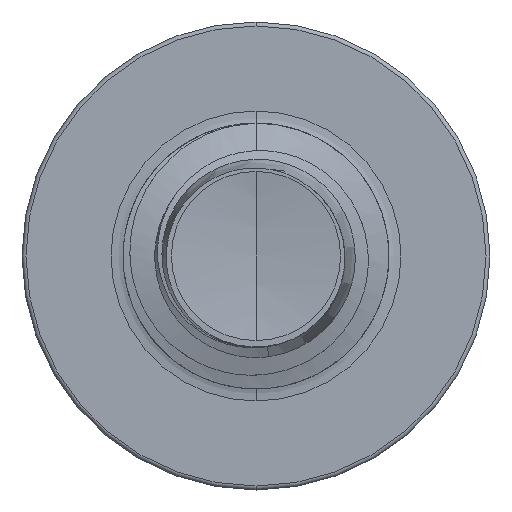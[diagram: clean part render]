
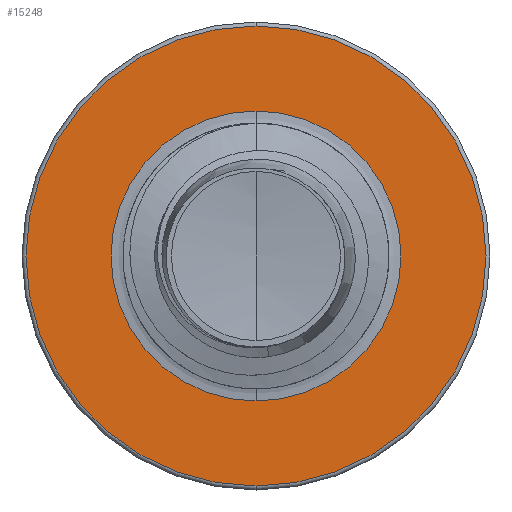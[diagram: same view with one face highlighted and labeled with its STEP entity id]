
A CAD part, front view. The second image highlights one B-rep face of the part: STEP entity #15248.
In plain terms, the highlighted planar face has unit normal (0, -1, 0).
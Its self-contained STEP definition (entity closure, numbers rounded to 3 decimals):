
#421 = EDGE_LOOP ( 'NONE', ( #2410, #4033 ) ) ;
#1414 = EDGE_CURVE ( 'NONE', #15455, #3162, #4766, .T. ) ;
#2410 = ORIENTED_EDGE ( 'NONE', *, *, #13807, .F. ) ;
#2939 = CARTESIAN_POINT ( 'NONE',  ( 0., 5., 0. ) ) ;
#2962 = AXIS2_PLACEMENT_3D ( 'NONE', #5882, #15141, #7391 ) ;
#3162 = VERTEX_POINT ( 'NONE', #11134 ) ;
#3248 = DIRECTION ( 'NONE',  ( 0., 0., 1. ) ) ;
#3841 = DIRECTION ( 'NONE',  ( 0., 1., 0. ) ) ;
#4033 = ORIENTED_EDGE ( 'NONE', *, *, #8944, .F. ) ;
#4429 = DIRECTION ( 'NONE',  ( 0., 0., 1. ) ) ;
#4552 = DIRECTION ( 'NONE',  ( 0., 1., 0. ) ) ;
#4609 = AXIS2_PLACEMENT_3D ( 'NONE', #12602, #3841, #13818 ) ;
#4766 = CIRCLE ( 'NONE', #8476, 1.363 ) ;
#5882 = CARTESIAN_POINT ( 'NONE',  ( 0., 5., 0. ) ) ;
#6451 = EDGE_LOOP ( 'NONE', ( #15921, #11988 ) ) ;
#7391 = DIRECTION ( 'NONE',  ( 0., 0., 1. ) ) ;
#8476 = AXIS2_PLACEMENT_3D ( 'NONE', #16272, #9447, #17100 ) ;
#8899 = FACE_BOUND ( 'NONE', #6451, .T. ) ;
#8909 = EDGE_CURVE ( 'NONE', #3162, #15455, #14896, .T. ) ;
#8944 = EDGE_CURVE ( 'NONE', #9058, #14112, #16909, .T. ) ;
#9058 = VERTEX_POINT ( 'NONE', #14104 ) ;
#9447 = DIRECTION ( 'NONE',  ( 0., 1., 0. ) ) ;
#9596 = AXIS2_PLACEMENT_3D ( 'NONE', #17010, #4552, #3248 ) ;
#11134 = CARTESIAN_POINT ( 'NONE',  ( 0., 5., 1.363 ) ) ;
#11988 = ORIENTED_EDGE ( 'NONE', *, *, #1414, .T. ) ;
#12069 = PLANE ( 'NONE',  #9596 ) ;
#12509 = CARTESIAN_POINT ( 'NONE',  ( 0., 5., 2.163 ) ) ;
#12602 = CARTESIAN_POINT ( 'NONE',  ( 0., 5., 0. ) ) ;
#13110 = DIRECTION ( 'NONE',  ( 0., 1., 0. ) ) ;
#13807 = EDGE_CURVE ( 'NONE', #14112, #9058, #16091, .T. ) ;
#13818 = DIRECTION ( 'NONE',  ( 0., 0., 1. ) ) ;
#14104 = CARTESIAN_POINT ( 'NONE',  ( 0., 5., -2.162 ) ) ;
#14112 = VERTEX_POINT ( 'NONE', #12509 ) ;
#14357 = CARTESIAN_POINT ( 'NONE',  ( 0., 5., -1.363 ) ) ;
#14896 = CIRCLE ( 'NONE', #2962, 1.363 ) ;
#14936 = AXIS2_PLACEMENT_3D ( 'NONE', #2939, #13110, #4429 ) ;
#15141 = DIRECTION ( 'NONE',  ( 0., 1., 0. ) ) ;
#15248 = ADVANCED_FACE ( 'NONE', ( #15955, #8899 ), #12069, .F. ) ;
#15455 = VERTEX_POINT ( 'NONE', #14357 ) ;
#15921 = ORIENTED_EDGE ( 'NONE', *, *, #8909, .T. ) ;
#15955 = FACE_OUTER_BOUND ( 'NONE', #421, .T. ) ;
#16091 = CIRCLE ( 'NONE', #4609, 2.163 ) ;
#16272 = CARTESIAN_POINT ( 'NONE',  ( 0., 5., 0. ) ) ;
#16909 = CIRCLE ( 'NONE', #14936, 2.163 ) ;
#17010 = CARTESIAN_POINT ( 'NONE',  ( 0., 5., -1.363 ) ) ;
#17100 = DIRECTION ( 'NONE',  ( 0., 0., 1. ) ) ;
